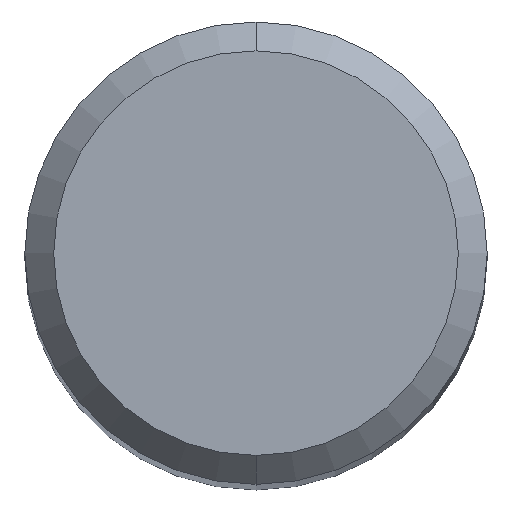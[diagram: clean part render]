
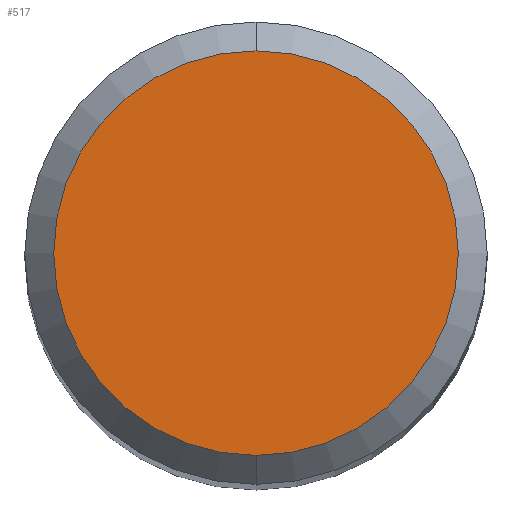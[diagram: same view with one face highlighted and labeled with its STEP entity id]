
A CAD part, top view. The second image highlights one B-rep face of the part: STEP entity #517.
In plain terms, the highlighted planar face has unit normal (0, 0, 1).
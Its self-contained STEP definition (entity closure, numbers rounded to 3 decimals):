
#217=EDGE_CURVE('',#241,#225,#604,.T.);
#225=VERTEX_POINT('',#614);
#241=VERTEX_POINT('',#632);
#425=EDGE_CURVE('',#225,#241,#834,.T.);
#517=ADVANCED_FACE('',(#938),#939,.T.);
#604=CIRCLE('',#1025,2.8);
#614=CARTESIAN_POINT('',(0.,-2.8,0.0));
#632=CARTESIAN_POINT('',(0.0,2.8,0.0));
#834=CIRCLE('',#1390,2.8);
#938=FACE_OUTER_BOUND('',#1609,.T.);
#939=PLANE('',#1610);
#1025=AXIS2_PLACEMENT_3D('',#1775,#1776,#1777);
#1390=AXIS2_PLACEMENT_3D('',#2041,#2042,#2043);
#1609=EDGE_LOOP('',(#2168,#2169));
#1610=AXIS2_PLACEMENT_3D('',#2170,#2171,#2172);
#1775=CARTESIAN_POINT('',(0.0,0.0,0.0));
#1776=DIRECTION('',(0.0,0.0,-1.0));
#1777=DIRECTION('',(0.0,1.0,0.0));
#2041=CARTESIAN_POINT('',(0.0,0.0,0.0));
#2042=DIRECTION('',(0.0,0.0,-1.0));
#2043=DIRECTION('',(0.0,1.0,0.0));
#2168=ORIENTED_EDGE('',*,*,#217,.F.);
#2169=ORIENTED_EDGE('',*,*,#425,.F.);
#2170=CARTESIAN_POINT('',(0.0,1.4,0.0));
#2171=DIRECTION('',(-0.0,0.0,1.0));
#2172=DIRECTION('',(0.0,-1.0,0.0));
